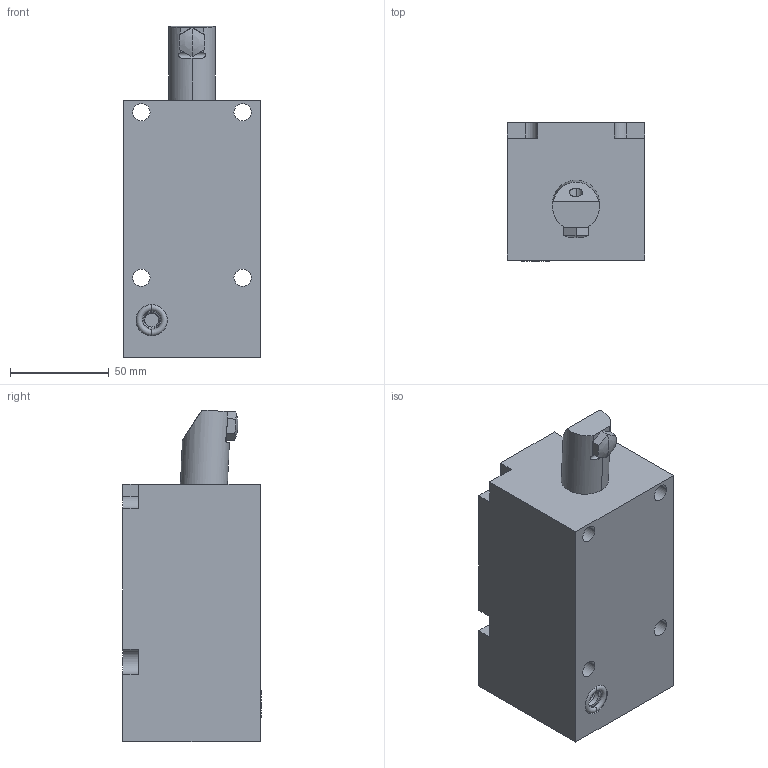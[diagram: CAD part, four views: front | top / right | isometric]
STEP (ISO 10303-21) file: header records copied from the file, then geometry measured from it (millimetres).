
FILE_DESCRIPTION((''),'2;1');
FILE_NAME('ILC15410803','2023-08-31T08:49:16',('Jweaver'),(''),'CREO PARAMETRIC BY PTC INC, 2021164','CREO PARAMETRIC BY PTC INC, 2021164','');
FILE_SCHEMA(('AUTOMOTIVE_DESIGN { 1 0 10303 214 1 1 1 1 }'));
Length unit declared in the file: inch
Products named in the file (1): ILC15410803
Bounding box: 69.85 x 70.23 x 168.12 mm (x, y, z)
Volume: 627644.7 mm3; surface area: 57670.2 mm2
Topology: 1 solids, 1 shells, 88 faces, 215 edges, 134 vertices
Faces by surface type: plane 40, cylinder 30, cone 12, torus 4, sphere 2
Entity records: 3169 total; most frequent: CARTESIAN_POINT 558, DIRECTION 516, ORIENTED_EDGE 422, EDGE_CURVE 211, AXIS2_PLACEMENT_3D 186, VECTOR 141, LINE 141, VERTEX_POINT 131
